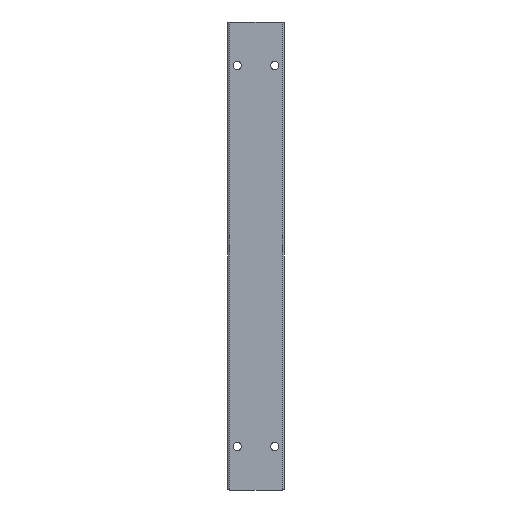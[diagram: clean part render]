
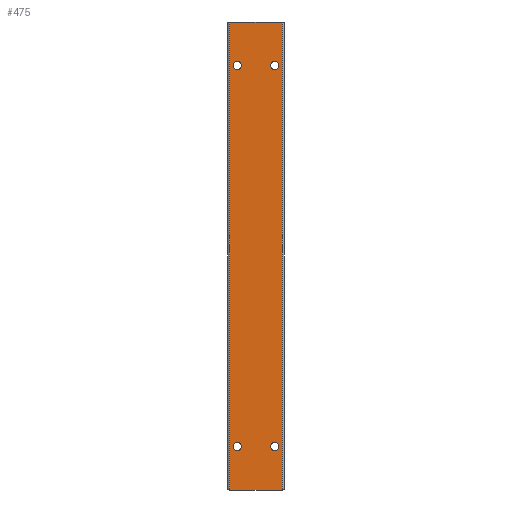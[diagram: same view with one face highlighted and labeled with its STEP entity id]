
A CAD part, left-side view. The second image highlights one B-rep face of the part: STEP entity #475.
In plain terms, the highlighted planar face has unit normal (-1, 0, 0).
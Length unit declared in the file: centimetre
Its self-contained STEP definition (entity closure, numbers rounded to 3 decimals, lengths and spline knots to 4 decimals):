
#27=FACE_BOUND('',#114,.T.);
#28=FACE_BOUND('',#115,.T.);
#29=FACE_BOUND('',#116,.T.);
#30=FACE_BOUND('',#117,.T.);
#52=CIRCLE('',#522,0.51);
#53=CIRCLE('',#523,0.51);
#54=CIRCLE('',#524,0.51);
#55=CIRCLE('',#525,0.51);
#65=PLANE('',#521);
#79=FACE_OUTER_BOUND('',#113,.T.);
#113=EDGE_LOOP('',(#384,#385,#386,#387));
#114=EDGE_LOOP('',(#388));
#115=EDGE_LOOP('',(#389));
#116=EDGE_LOOP('',(#390));
#117=EDGE_LOOP('',(#391));
#178=LINE('',#766,#209);
#179=LINE('',#769,#210);
#181=LINE('',#775,#212);
#182=LINE('',#776,#213);
#209=VECTOR('',#620,6.5);
#210=VECTOR('',#623,57.9856);
#212=VECTOR('',#629,57.9856);
#213=VECTOR('',#630,6.5);
#245=VERTEX_POINT('',#752);
#251=VERTEX_POINT('',#764);
#252=VERTEX_POINT('',#768);
#254=VERTEX_POINT('',#774);
#255=VERTEX_POINT('',#777);
#256=VERTEX_POINT('',#779);
#257=VERTEX_POINT('',#781);
#258=VERTEX_POINT('',#783);
#304=EDGE_CURVE('',#245,#251,#178,.T.);
#305=EDGE_CURVE('',#252,#245,#179,.T.);
#308=EDGE_CURVE('',#251,#254,#181,.T.);
#309=EDGE_CURVE('',#252,#254,#182,.T.);
#310=EDGE_CURVE('',#255,#255,#52,.T.);
#311=EDGE_CURVE('',#256,#256,#53,.T.);
#312=EDGE_CURVE('',#257,#257,#54,.T.);
#313=EDGE_CURVE('',#258,#258,#55,.T.);
#384=ORIENTED_EDGE('',*,*,#308,.T.);
#385=ORIENTED_EDGE('',*,*,#309,.F.);
#386=ORIENTED_EDGE('',*,*,#305,.T.);
#387=ORIENTED_EDGE('',*,*,#304,.T.);
#388=ORIENTED_EDGE('',*,*,#310,.F.);
#389=ORIENTED_EDGE('',*,*,#311,.F.);
#390=ORIENTED_EDGE('',*,*,#312,.F.);
#391=ORIENTED_EDGE('',*,*,#313,.F.);
#475=ADVANCED_FACE('',(#79,#27,#28,#29,#30),#65,.T.);
#521=AXIS2_PLACEMENT_3D('',#773,#627,#628);
#522=AXIS2_PLACEMENT_3D('',#778,#631,#632);
#523=AXIS2_PLACEMENT_3D('',#780,#633,#634);
#524=AXIS2_PLACEMENT_3D('',#782,#635,#636);
#525=AXIS2_PLACEMENT_3D('',#784,#637,#638);
#620=DIRECTION('',(0.,-1.,0.));
#623=DIRECTION('',(0.,0.,-1.));
#627=DIRECTION('center_axis',(-1.,0.,0.));
#628=DIRECTION('ref_axis',(0.,1.,0.));
#629=DIRECTION('',(0.,0.,1.));
#630=DIRECTION('',(0.,-1.,0.));
#631=DIRECTION('center_axis',(-1.,0.,0.));
#632=DIRECTION('ref_axis',(0.,0.,1.));
#633=DIRECTION('center_axis',(-1.,0.,0.));
#634=DIRECTION('ref_axis',(0.,0.,1.));
#635=DIRECTION('center_axis',(-1.,0.,0.));
#636=DIRECTION('ref_axis',(0.,0.,1.));
#637=DIRECTION('center_axis',(-1.,0.,0.));
#638=DIRECTION('ref_axis',(0.,0.,1.));
#752=CARTESIAN_POINT('',(35.854,3.25,-28.9928));
#764=CARTESIAN_POINT('',(35.854,-3.25,-28.9928));
#766=CARTESIAN_POINT('',(35.854,3.25,-28.9928));
#768=CARTESIAN_POINT('',(35.854,3.25,28.9928));
#769=CARTESIAN_POINT('',(35.854,3.25,28.9928));
#773=CARTESIAN_POINT('Origin',(35.854,-3.25,28.4487));
#774=CARTESIAN_POINT('',(35.854,-3.25,28.9928));
#775=CARTESIAN_POINT('',(35.854,-3.25,-28.9928));
#776=CARTESIAN_POINT('',(35.854,3.25,28.9928));
#777=CARTESIAN_POINT('',(35.854,2.325,-24.11));
#778=CARTESIAN_POINT('Origin',(35.854,2.325,-23.6));
#779=CARTESIAN_POINT('',(35.854,-2.325,-24.11));
#780=CARTESIAN_POINT('Origin',(35.854,-2.325,-23.6));
#781=CARTESIAN_POINT('',(35.854,-2.325,23.09));
#782=CARTESIAN_POINT('Origin',(35.854,-2.325,23.6));
#783=CARTESIAN_POINT('',(35.854,2.325,23.09));
#784=CARTESIAN_POINT('Origin',(35.854,2.325,23.6));
